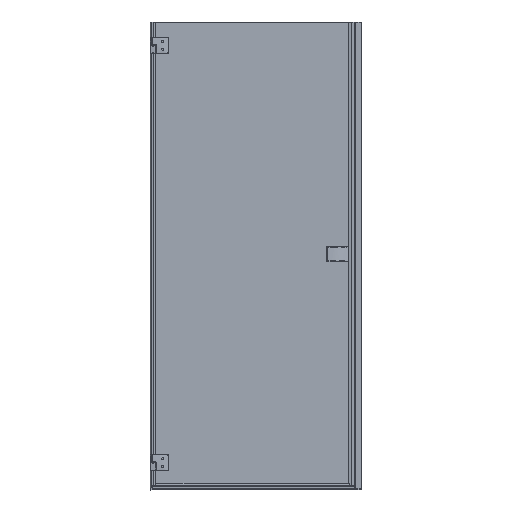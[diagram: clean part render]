
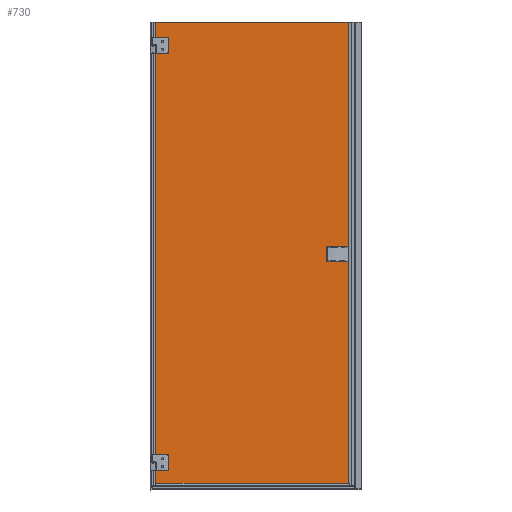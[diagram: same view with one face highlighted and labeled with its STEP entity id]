
A CAD part, top view. The second image highlights one B-rep face of the part: STEP entity #730.
In plain terms, the highlighted planar face has unit normal (0, 0, 1).
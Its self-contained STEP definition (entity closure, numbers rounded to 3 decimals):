
#167=DIRECTION('',(0.,-1.,0.));
#168=VECTOR('',#167,1932.);
#169=CARTESIAN_POINT('',(-414.,966.,8.));
#170=LINE('',#169,#168);
#174=DIRECTION('',(-1.,0.,0.));
#175=VECTOR('',#174,828.);
#176=CARTESIAN_POINT('',(414.,966.,8.));
#177=LINE('',#176,#175);
#181=DIRECTION('',(0.,1.,0.));
#182=VECTOR('',#181,1932.);
#183=CARTESIAN_POINT('',(414.,-966.,8.));
#184=LINE('',#183,#182);
#188=DIRECTION('',(1.,0.,0.));
#189=VECTOR('',#188,828.);
#190=CARTESIAN_POINT('',(-414.,-966.,8.));
#191=LINE('',#190,#189);
#195=CARTESIAN_POINT('',(374.,17.5,8.));
#196=DIRECTION('',(0.,0.,1.));
#197=DIRECTION('',(1.,0.,0.));
#198=AXIS2_PLACEMENT_3D('',#195,#196,#197);
#203=CARTESIAN_POINT('',(374.,17.5,8.));
#204=DIRECTION('',(0.,0.,1.));
#205=DIRECTION('',(-1.,0.,0.));
#206=AXIS2_PLACEMENT_3D('',#203,#204,#205);
#211=CARTESIAN_POINT('',(374.,-17.5,8.));
#212=DIRECTION('',(0.,0.,1.));
#213=DIRECTION('',(1.,0.,0.));
#214=AXIS2_PLACEMENT_3D('',#211,#212,#213);
#219=CARTESIAN_POINT('',(374.,-17.5,8.));
#220=DIRECTION('',(0.,0.,1.));
#221=DIRECTION('',(-1.,0.,0.));
#222=AXIS2_PLACEMENT_3D('',#219,#220,#221);
#227=CARTESIAN_POINT('',(-374.,886.,8.));
#228=DIRECTION('',(0.,0.,1.));
#229=DIRECTION('',(1.,0.,0.));
#230=AXIS2_PLACEMENT_3D('',#227,#228,#229);
#235=CARTESIAN_POINT('',(-374.,886.,8.));
#236=DIRECTION('',(0.,0.,1.));
#237=DIRECTION('',(-1.,0.,0.));
#238=AXIS2_PLACEMENT_3D('',#235,#236,#237);
#243=CARTESIAN_POINT('',(-374.,854.,8.));
#244=DIRECTION('',(0.,0.,1.));
#245=DIRECTION('',(1.,0.,0.));
#246=AXIS2_PLACEMENT_3D('',#243,#244,#245);
#251=CARTESIAN_POINT('',(-374.,854.,8.));
#252=DIRECTION('',(0.,0.,1.));
#253=DIRECTION('',(-1.,0.,0.));
#254=AXIS2_PLACEMENT_3D('',#251,#252,#253);
#259=CARTESIAN_POINT('',(-374.,-886.,8.));
#260=DIRECTION('',(0.,0.,1.));
#261=DIRECTION('',(1.,0.,0.));
#262=AXIS2_PLACEMENT_3D('',#259,#260,#261);
#267=CARTESIAN_POINT('',(-374.,-886.,8.));
#268=DIRECTION('',(0.,0.,1.));
#269=DIRECTION('',(-1.,0.,0.));
#270=AXIS2_PLACEMENT_3D('',#267,#268,#269);
#275=CARTESIAN_POINT('',(-374.,-854.,8.));
#276=DIRECTION('',(0.,0.,1.));
#277=DIRECTION('',(1.,0.,0.));
#278=AXIS2_PLACEMENT_3D('',#275,#276,#277);
#283=CARTESIAN_POINT('',(-374.,-854.,8.));
#284=DIRECTION('',(0.,0.,1.));
#285=DIRECTION('',(-1.,0.,0.));
#286=AXIS2_PLACEMENT_3D('',#283,#284,#285);
#503=CARTESIAN_POINT('',(-414.,966.,8.));
#504=CARTESIAN_POINT('',(-414.,-966.,8.));
#505=VERTEX_POINT('',#503);
#506=VERTEX_POINT('',#504);
#507=CARTESIAN_POINT('',(414.,-966.,8.));
#508=VERTEX_POINT('',#507);
#509=CARTESIAN_POINT('',(414.,966.,8.));
#510=VERTEX_POINT('',#509);
#519=CARTESIAN_POINT('',(379.,17.5,8.));
#520=CARTESIAN_POINT('',(369.,17.5,8.));
#521=VERTEX_POINT('',#519);
#522=VERTEX_POINT('',#520);
#523=CARTESIAN_POINT('',(379.,-17.5,8.));
#524=CARTESIAN_POINT('',(369.,-17.5,8.));
#525=VERTEX_POINT('',#523);
#526=VERTEX_POINT('',#524);
#527=CARTESIAN_POINT('',(-367.,886.,8.));
#528=CARTESIAN_POINT('',(-381.,886.,8.));
#529=VERTEX_POINT('',#527);
#530=VERTEX_POINT('',#528);
#531=CARTESIAN_POINT('',(-367.,854.,8.));
#532=CARTESIAN_POINT('',(-381.,854.,8.));
#533=VERTEX_POINT('',#531);
#534=VERTEX_POINT('',#532);
#535=CARTESIAN_POINT('',(-367.,-886.,8.));
#536=CARTESIAN_POINT('',(-381.,-886.,8.));
#537=VERTEX_POINT('',#535);
#538=VERTEX_POINT('',#536);
#539=CARTESIAN_POINT('',(-367.,-854.,8.));
#540=CARTESIAN_POINT('',(-381.,-854.,8.));
#541=VERTEX_POINT('',#539);
#542=VERTEX_POINT('',#540);
#683=CARTESIAN_POINT('',(0.,0.,8.));
#684=DIRECTION('',(0.,0.,1.));
#685=DIRECTION('',(1.,0.,0.));
#686=AXIS2_PLACEMENT_3D('',#683,#684,#685);
#687=PLANE('',#686);
#688=ORIENTED_EDGE('',*,*,#635,.F.);
#689=ORIENTED_EDGE('',*,*,#650,.F.);
#690=ORIENTED_EDGE('',*,*,#664,.F.);
#691=ORIENTED_EDGE('',*,*,#677,.F.);
#692=EDGE_LOOP('',(#688,#689,#690,#691));
#693=FACE_OUTER_BOUND('',#692,.F.);
#695=ORIENTED_EDGE('',*,*,#694,.T.);
#697=ORIENTED_EDGE('',*,*,#696,.T.);
#698=EDGE_LOOP('',(#695,#697));
#699=FACE_BOUND('',#698,.F.);
#701=ORIENTED_EDGE('',*,*,#700,.T.);
#703=ORIENTED_EDGE('',*,*,#702,.T.);
#704=EDGE_LOOP('',(#701,#703));
#705=FACE_BOUND('',#704,.F.);
#707=ORIENTED_EDGE('',*,*,#706,.T.);
#709=ORIENTED_EDGE('',*,*,#708,.T.);
#710=EDGE_LOOP('',(#707,#709));
#711=FACE_BOUND('',#710,.F.);
#713=ORIENTED_EDGE('',*,*,#712,.T.);
#715=ORIENTED_EDGE('',*,*,#714,.T.);
#716=EDGE_LOOP('',(#713,#715));
#717=FACE_BOUND('',#716,.F.);
#719=ORIENTED_EDGE('',*,*,#718,.T.);
#721=ORIENTED_EDGE('',*,*,#720,.T.);
#722=EDGE_LOOP('',(#719,#721));
#723=FACE_BOUND('',#722,.F.);
#725=ORIENTED_EDGE('',*,*,#724,.T.);
#727=ORIENTED_EDGE('',*,*,#726,.T.);
#728=EDGE_LOOP('',(#725,#727));
#729=FACE_BOUND('',#728,.F.);
#199=CIRCLE('',#198,5.);
#207=CIRCLE('',#206,5.);
#215=CIRCLE('',#214,5.);
#223=CIRCLE('',#222,5.);
#231=CIRCLE('',#230,7.);
#239=CIRCLE('',#238,7.);
#247=CIRCLE('',#246,7.);
#255=CIRCLE('',#254,7.);
#263=CIRCLE('',#262,7.);
#271=CIRCLE('',#270,7.);
#279=CIRCLE('',#278,7.);
#287=CIRCLE('',#286,7.);
#635=EDGE_CURVE('',#505,#506,#170,.T.);
#650=EDGE_CURVE('',#510,#505,#177,.T.);
#664=EDGE_CURVE('',#508,#510,#184,.T.);
#677=EDGE_CURVE('',#506,#508,#191,.T.);
#694=EDGE_CURVE('',#521,#522,#199,.T.);
#696=EDGE_CURVE('',#522,#521,#207,.T.);
#700=EDGE_CURVE('',#525,#526,#215,.T.);
#702=EDGE_CURVE('',#526,#525,#223,.T.);
#706=EDGE_CURVE('',#529,#530,#231,.T.);
#708=EDGE_CURVE('',#530,#529,#239,.T.);
#712=EDGE_CURVE('',#533,#534,#247,.T.);
#714=EDGE_CURVE('',#534,#533,#255,.T.);
#718=EDGE_CURVE('',#537,#538,#263,.T.);
#720=EDGE_CURVE('',#538,#537,#271,.T.);
#724=EDGE_CURVE('',#541,#542,#279,.T.);
#726=EDGE_CURVE('',#542,#541,#287,.T.);
#730=ADVANCED_FACE('',(#693,#699,#705,#711,#717,#723,#729),#687,.T.);
